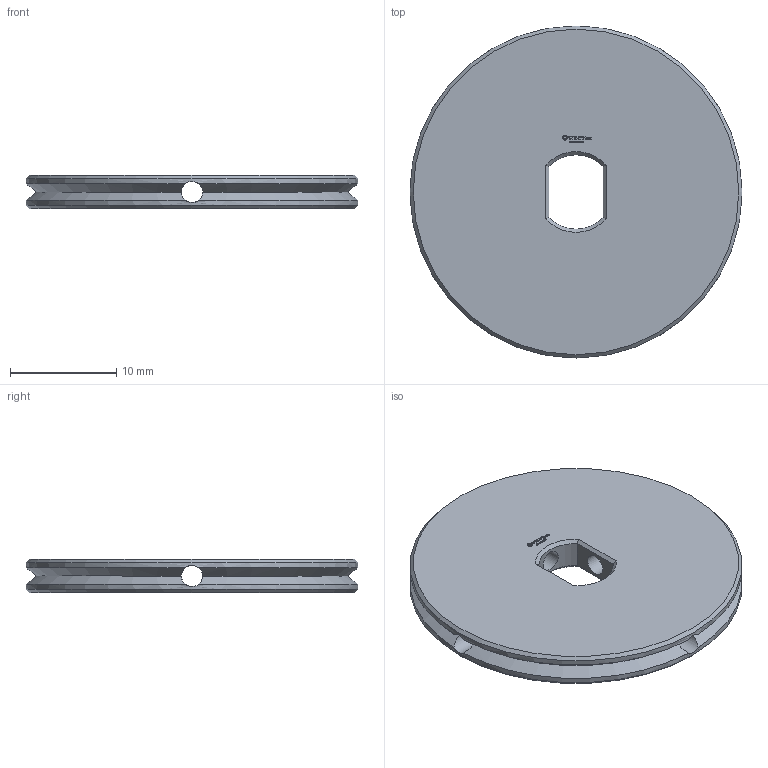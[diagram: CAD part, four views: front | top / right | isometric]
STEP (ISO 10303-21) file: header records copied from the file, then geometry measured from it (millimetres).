
FILE_DESCRIPTION(('FreeCAD Model'),'2;1');
FILE_NAME('Open CASCADE Shape Model','2023-11-13T18:08:33',(''),(''), 'Open CASCADE STEP processor 7.6','FreeCAD','Unknown');
FILE_SCHEMA(('AUTOMOTIVE_DESIGN { 1 0 10303 214 1 1 1 1 }'));
Length unit declared in the file: millimetre
Products named in the file (1): Washer FXD OCT BU02.50x00.25 - SPN-WSR-0007 (stemfie.org)
Bounding box: 31.25 x 31.25 x 3.12 mm (x, y, z)
Volume: 2059.5 mm3; surface area: 2168.3 mm2
Topology: 1 solids, 1 shells, 495 faces, 1381 edges, 916 vertices
Faces by surface type: plane 311, extrusion 162, cone 14, cylinder 8
Full cylindrical faces by diameter (mm): 2 x4, 31.25 x2
Entity records: 35289 total; most frequent: CARTESIAN_POINT 8778, DIRECTION 4265, VECTOR 3515, LINE 3353, ORIENTED_EDGE 2762, PCURVE 2762, DEFINITIONAL_REPRESENTATION 2762, EDGE_CURVE 1381
